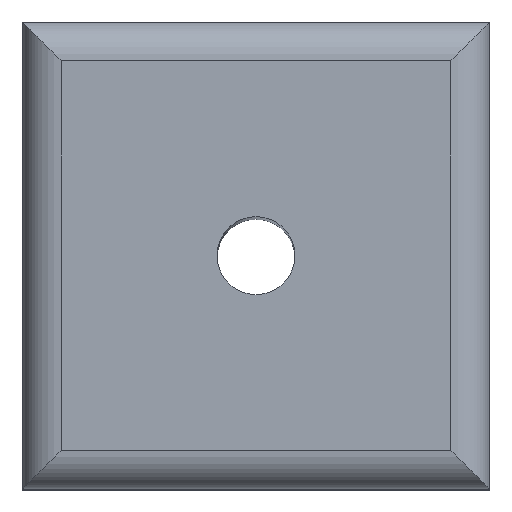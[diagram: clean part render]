
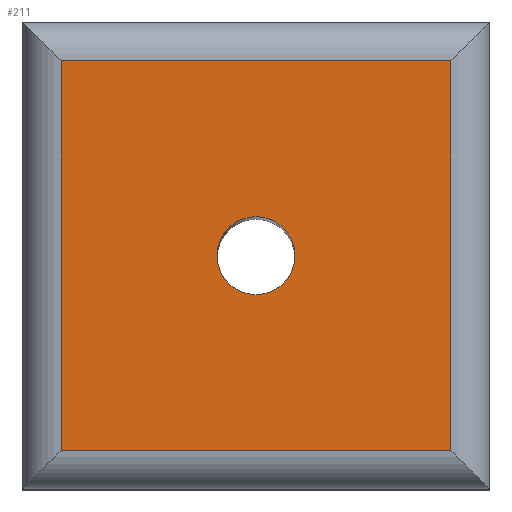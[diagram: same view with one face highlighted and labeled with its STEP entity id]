
A CAD part, top view. The second image highlights one B-rep face of the part: STEP entity #211.
In plain terms, the highlighted planar face has unit normal (0, 0, 1).
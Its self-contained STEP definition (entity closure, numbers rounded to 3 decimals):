
#31=CIRCLE('',#239,0.5);
#52=ORIENTED_EDGE('',*,*,#98,.T.);
#53=ORIENTED_EDGE('',*,*,#99,.T.);
#54=ORIENTED_EDGE('',*,*,#100,.T.);
#55=ORIENTED_EDGE('',*,*,#101,.T.);
#56=ORIENTED_EDGE('',*,*,#102,.T.);
#98=EDGE_CURVE('',#119,#119,#31,.T.);
#99=EDGE_CURVE('',#120,#121,#140,.T.);
#100=EDGE_CURVE('',#121,#122,#141,.T.);
#101=EDGE_CURVE('',#122,#123,#142,.T.);
#102=EDGE_CURVE('',#123,#120,#143,.T.);
#119=VERTEX_POINT('',#348);
#120=VERTEX_POINT('',#350);
#121=VERTEX_POINT('',#351);
#122=VERTEX_POINT('',#353);
#123=VERTEX_POINT('',#355);
#140=LINE('',#349,#156);
#141=LINE('',#352,#157);
#142=LINE('',#354,#158);
#143=LINE('',#356,#159);
#156=VECTOR('',#283,1000.);
#157=VECTOR('',#284,1000.);
#158=VECTOR('',#285,1000.);
#159=VECTOR('',#286,1000.);
#164=EDGE_LOOP('',(#52));
#165=EDGE_LOOP('',(#53,#54,#55,#56));
#184=FACE_BOUND('',#164,.T.);
#185=FACE_BOUND('',#165,.T.);
#204=PLANE('',#238);
#211=ADVANCED_FACE('',(#184,#185),#204,.T.);
#238=AXIS2_PLACEMENT_3D('',#346,#279,#280);
#239=AXIS2_PLACEMENT_3D('',#347,#281,#282);
#279=DIRECTION('',(0.,0.,1.));
#280=DIRECTION('',(1.,0.,0.));
#281=DIRECTION('',(0.,0.,-1.));
#282=DIRECTION('',(0.,-1.,0.));
#283=DIRECTION('',(0.,-1.,0.));
#284=DIRECTION('',(1.,0.,0.));
#285=DIRECTION('',(0.,1.,0.));
#286=DIRECTION('',(-1.,0.,0.));
#346=CARTESIAN_POINT('',(0.,0.,20.));
#347=CARTESIAN_POINT('',(0.,0.,20.));
#348=CARTESIAN_POINT('',(0.,-0.5,20.));
#349=CARTESIAN_POINT('',(-2.5,-3.,20.));
#350=CARTESIAN_POINT('',(-2.5,2.5,20.));
#351=CARTESIAN_POINT('',(-2.5,-2.5,20.));
#352=CARTESIAN_POINT('',(3.,-2.5,20.));
#353=CARTESIAN_POINT('',(2.5,-2.5,20.));
#354=CARTESIAN_POINT('',(2.5,3.,20.));
#355=CARTESIAN_POINT('',(2.5,2.5,20.));
#356=CARTESIAN_POINT('',(-3.,2.5,20.));
